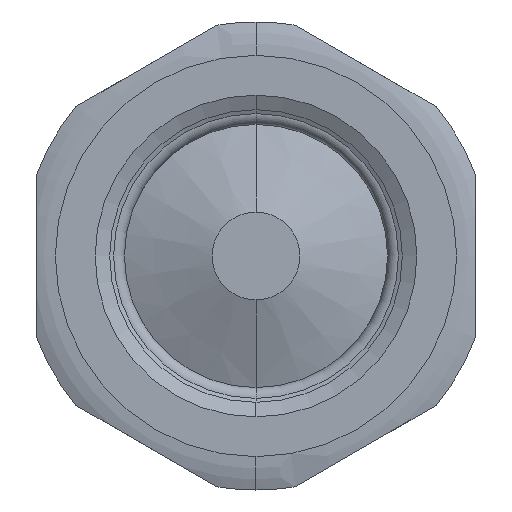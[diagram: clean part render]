
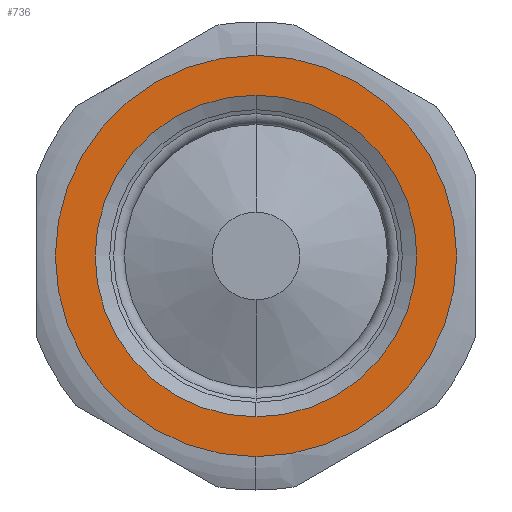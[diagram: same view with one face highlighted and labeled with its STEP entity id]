
A CAD part, left-side view. The second image highlights one B-rep face of the part: STEP entity #736.
In plain terms, the highlighted planar face has unit normal (-1, 0, 0).
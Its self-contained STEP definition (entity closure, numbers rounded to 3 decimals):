
#24 = ORIENTED_EDGE ( 'NONE', *, *, #602, .F. ) ;
#55 = EDGE_LOOP ( 'NONE', ( #618, #356 ) ) ;
#95 = AXIS2_PLACEMENT_3D ( 'NONE', #133, #257, #502 ) ;
#133 = CARTESIAN_POINT ( 'NONE',  ( 2.634, 0., 0. ) ) ;
#149 = DIRECTION ( 'NONE',  ( 0., 0., 1. ) ) ;
#175 = CARTESIAN_POINT ( 'NONE',  ( 2.634, 0., 16.503 ) ) ;
#206 = PLANE ( 'NONE',  #1437 ) ;
#257 = DIRECTION ( 'NONE',  ( -1., 0., 0. ) ) ;
#304 = DIRECTION ( 'NONE',  ( -1., 0., 0. ) ) ;
#314 = DIRECTION ( 'NONE',  ( 0., 0., 1. ) ) ;
#356 = ORIENTED_EDGE ( 'NONE', *, *, #1206, .T. ) ;
#466 = ORIENTED_EDGE ( 'NONE', *, *, #1332, .F. ) ;
#502 = DIRECTION ( 'NONE',  ( 0., 0., 1. ) ) ;
#558 = CARTESIAN_POINT ( 'NONE',  ( 2.634, 0., 0. ) ) ;
#576 = CARTESIAN_POINT ( 'NONE',  ( 2.634, 0., 20.583 ) ) ;
#602 = EDGE_CURVE ( 'NONE', #1128, #898, #934, .T. ) ;
#618 = ORIENTED_EDGE ( 'NONE', *, *, #627, .T. ) ;
#627 = EDGE_CURVE ( 'NONE', #1562, #802, #1559, .T. ) ;
#666 = CIRCLE ( 'NONE', #1234, 16.503 ) ;
#696 = CARTESIAN_POINT ( 'NONE',  ( 2.634, 0., 0. ) ) ;
#736 = ADVANCED_FACE ( 'NONE', ( #1201, #974 ), #206, .T. ) ;
#752 = CARTESIAN_POINT ( 'NONE',  ( 2.634, 0., -16.503 ) ) ;
#792 = DIRECTION ( 'NONE',  ( 0., 0., 1. ) ) ;
#802 = VERTEX_POINT ( 'NONE', #845 ) ;
#845 = CARTESIAN_POINT ( 'NONE',  ( 2.634, 0., -20.583 ) ) ;
#879 = CIRCLE ( 'NONE', #1025, 20.583 ) ;
#898 = VERTEX_POINT ( 'NONE', #175 ) ;
#912 = AXIS2_PLACEMENT_3D ( 'NONE', #1129, #1363, #1488 ) ;
#934 = CIRCLE ( 'NONE', #912, 16.503 ) ;
#974 = FACE_BOUND ( 'NONE', #1532, .T. ) ;
#1025 = AXIS2_PLACEMENT_3D ( 'NONE', #696, #304, #792 ) ;
#1031 = DIRECTION ( 'NONE',  ( -1., 0., 0. ) ) ;
#1113 = CARTESIAN_POINT ( 'NONE',  ( 2.634, 0., 0. ) ) ;
#1128 = VERTEX_POINT ( 'NONE', #752 ) ;
#1129 = CARTESIAN_POINT ( 'NONE',  ( 2.634, 0., 0. ) ) ;
#1201 = FACE_OUTER_BOUND ( 'NONE', #55, .T. ) ;
#1206 = EDGE_CURVE ( 'NONE', #802, #1562, #879, .T. ) ;
#1234 = AXIS2_PLACEMENT_3D ( 'NONE', #1113, #1351, #149 ) ;
#1332 = EDGE_CURVE ( 'NONE', #898, #1128, #666, .T. ) ;
#1351 = DIRECTION ( 'NONE',  ( -1., 0., 0. ) ) ;
#1363 = DIRECTION ( 'NONE',  ( -1., 0., 0. ) ) ;
#1437 = AXIS2_PLACEMENT_3D ( 'NONE', #558, #1031, #314 ) ;
#1488 = DIRECTION ( 'NONE',  ( 0., 0., 1. ) ) ;
#1532 = EDGE_LOOP ( 'NONE', ( #466, #24 ) ) ;
#1559 = CIRCLE ( 'NONE', #95, 20.583 ) ;
#1562 = VERTEX_POINT ( 'NONE', #576 ) ;
